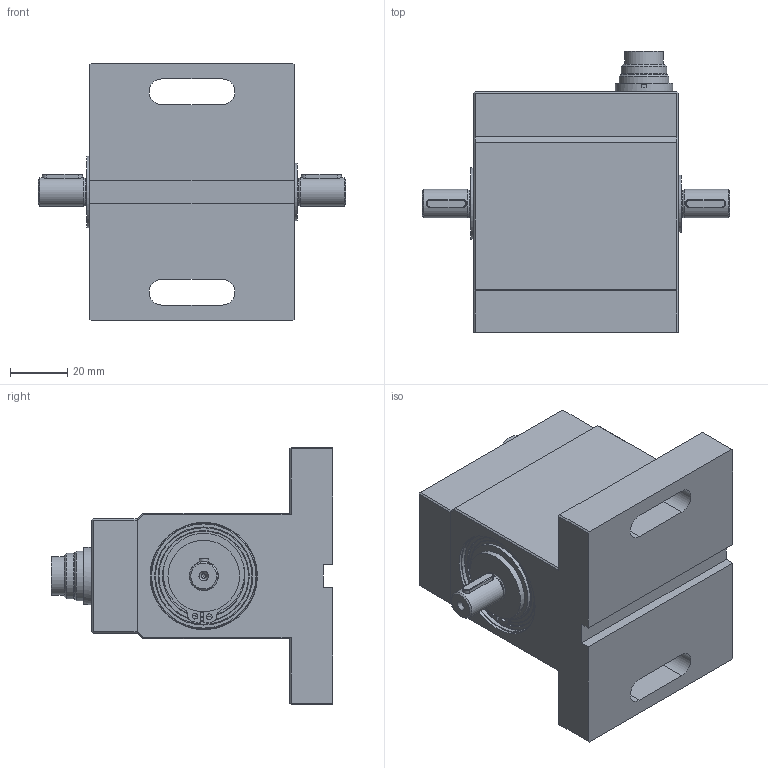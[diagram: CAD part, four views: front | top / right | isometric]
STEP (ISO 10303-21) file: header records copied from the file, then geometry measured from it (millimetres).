
FILE_DESCRIPTION( ( 'Unknown' ), '1' );
FILE_NAME( '2214-Z05_Drehmomentsensor_DOC-00063092.stp', 'Unknown', ( 'Unknown' ), ( 'Unknown' ), 'PSStep 17.0.49', 'Unknown', ' ' );
FILE_SCHEMA( ( 'AUTOMOTIVE_DESIGN { 1 0 10303 214 1 1 1 1 }' ) );
Length unit declared in the file: millimetre
Products named in the file (28): 2212-b01_doc-00048945; 2212-001_doc-00028048; Sicherungsring DIN 472-32x1,2-T1; INA-20x32x7-61804 2Z; 2155-b05_doc-00037926; 2155-003_doc-00028061; Senkschraube DIN 965-M3x20-H; Senkschraube DIN 965-M3x20-H-oa0; Senkschraube DIN 965-M3x20-H-oa1; Senkschraube DIN 965-M3x20-H-oa2; 2214-B04_Welle_DOC-00063094; 2214-005_Welle_DOC-00063096; Sicherungsring DIN 471-25x1,2-T1; Sicherungsring DIN 471-20x1,2-T1; INA-25x37x7-61805 2Z; paßfeder a3x3x14 din 6885; paßfeder a3x3x14 din 6885-oa3; Assem1; flanschstecker 12-polig serie 723; mutter_09-0323-89-06_DOC-00067592
Assembly tree (27 placements, depth 3):
  Assem1
    flanschstecker 12-polig serie 723
    mutter_09-0323-89-06_DOC-00067592
    2212-b01_doc-00048945
      2212-001_doc-00028048
      Sicherungsring DIN 472-32x1,2-T1
      INA-20x32x7-61804 2Z
      INA-20x32x7-61804 2Z
      INA-20x32x7-61804 2Z
      INA-20x32x7-61804 2Z
      INA-20x32x7-61804 2Z
    2155-b05_doc-00037926
      2155-003_doc-00028061
      Senkschraube DIN 965-M3x20-H
      Senkschraube DIN 965-M3x20-H-oa0
      Senkschraube DIN 965-M3x20-H-oa1
      Senkschraube DIN 965-M3x20-H-oa2
    2214-B04_Welle_DOC-00063094
      2214-005_Welle_DOC-00063096
      Sicherungsring DIN 471-25x1,2-T1
      Sicherungsring DIN 471-20x1,2-T1
      INA-25x37x7-61805 2Z
      INA-25x37x7-61805 2Z
      INA-25x37x7-61805 2Z
      INA-25x37x7-61805 2Z
      INA-25x37x7-61805 2Z
      paßfeder a3x3x14 din 6885
      paßfeder a3x3x14 din 6885-oa3
Bounding box: 107.5 x 98.2 x 90 mm (x, y, z)
Volume: 261463.2 mm3; surface area: 73155.1 mm2
Topology: 24 solids, 26 shells, 484 faces, 1052 edges, 679 vertices
Faces by surface type: plane 246, cylinder 172, cone 36, torus 30
Full cylindrical faces by diameter (mm): 1 x24, 1.6 x2, 2 x4, 2.387 x4, 2.5 x2, 3 x4, 3.242 x2, 3.4 x4, 5.6 x4, 9.4 x2, 10 x2, 12 x1, 13.5 x1, 15 x1, 15.875 x1, 17.188 x1, 17.462 x1, 17.8 x1, 19 x1, 20 x5, 22 x1, 23.9 x3, 24.1 x2, 24.2 x2, 25 x3, 28.5 x2, 28.7 x2, 28.8 x2, 28.9 x2, 29.28 x2
Entity records: 16444 total; most frequent: DIRECTION 2248, CARTESIAN_POINT 2087, ORIENTED_EDGE 1656, AXIS2_PLACEMENT_3D 913, EDGE_CURVE 828, EDGE_LOOP 756, VERTEX_POINT 632, FACE_OUTER_BOUND 607
